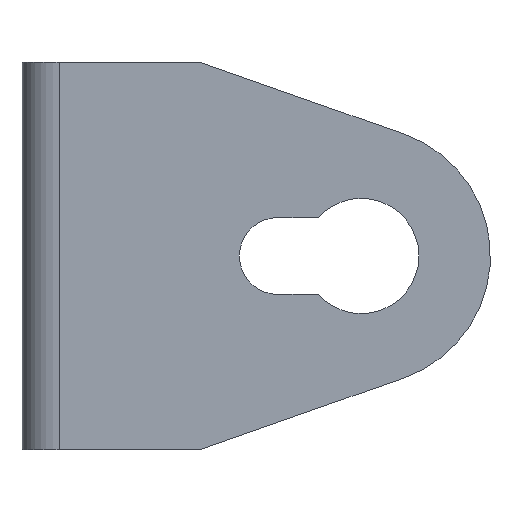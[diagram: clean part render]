
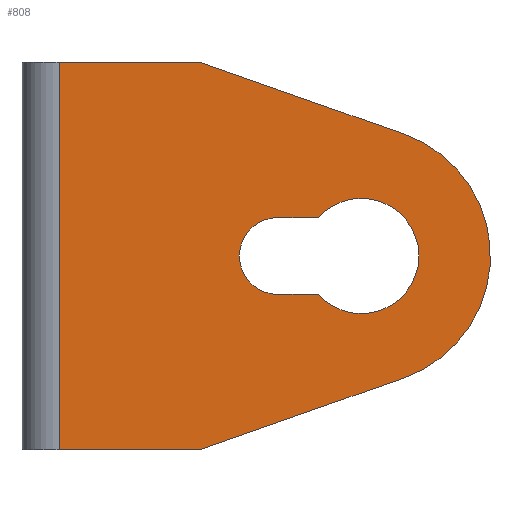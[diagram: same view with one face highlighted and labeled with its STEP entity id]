
A CAD part, front view. The second image highlights one B-rep face of the part: STEP entity #808.
In plain terms, the highlighted planar face has unit normal (0, -1, 0).
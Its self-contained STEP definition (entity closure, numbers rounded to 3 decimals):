
#1 = CARTESIAN_POINT ( 'NONE',  ( 21., 0., 12. ) ) ;
#2 = CARTESIAN_POINT ( 'NONE',  ( 15.84, 0., 12. ) ) ;
#11 = CARTESIAN_POINT ( 'NONE',  ( 18.339, 0., 14.38 ) ) ;
#37 = EDGE_CURVE ( 'NONE', #61, #710, #513, .T. ) ;
#38 = CARTESIAN_POINT ( 'NONE',  ( 0., 0., 24. ) ) ;
#40 = VECTOR ( 'NONE', #255, 1000. ) ;
#61 = VERTEX_POINT ( 'NONE', #256 ) ;
#65 = ORIENTED_EDGE ( 'NONE', *, *, #773, .F. ) ;
#85 = CARTESIAN_POINT ( 'NONE',  ( 21., 0., 12. ) ) ;
#98 = ORIENTED_EDGE ( 'NONE', *, *, #37, .F. ) ;
#107 = DIRECTION ( 'NONE',  ( 0., 0., 1. ) ) ;
#129 = CIRCLE ( 'NONE', #280, 3.57 ) ;
#134 = VERTEX_POINT ( 'NONE', #1045 ) ;
#136 = CARTESIAN_POINT ( 'NONE',  ( 8.727, 0., 24.8 ) ) ;
#152 = DIRECTION ( 'NONE',  ( 0., 0., 1. ) ) ;
#164 = AXIS2_PLACEMENT_3D ( 'NONE', #38, #215, #107 ) ;
#171 = DIRECTION ( 'NONE',  ( -1., 0., 0. ) ) ;
#197 = VERTEX_POINT ( 'NONE', #541 ) ;
#204 = VERTEX_POINT ( 'NONE', #631 ) ;
#205 = ORIENTED_EDGE ( 'NONE', *, *, #1131, .F. ) ;
#215 = DIRECTION ( 'NONE',  ( 0., 1., 0. ) ) ;
#231 = ORIENTED_EDGE ( 'NONE', *, *, #350, .F. ) ;
#255 = DIRECTION ( 'NONE',  ( 1., 0., 0. ) ) ;
#256 = CARTESIAN_POINT ( 'NONE',  ( 2.3, 0., 24. ) ) ;
#257 = ORIENTED_EDGE ( 'NONE', *, *, #547, .F. ) ;
#262 = DIRECTION ( 'NONE',  ( 0., -1., 0. ) ) ;
#267 = DIRECTION ( 'NONE',  ( 0., 0., -1. ) ) ;
#268 = DIRECTION ( 'NONE',  ( 0., 1., 0. ) ) ;
#274 = EDGE_CURVE ( 'NONE', #872, #204, #610, .T. ) ;
#280 = AXIS2_PLACEMENT_3D ( 'NONE', #498, #861, #152 ) ;
#317 = ORIENTED_EDGE ( 'NONE', *, *, #431, .T. ) ;
#322 = LINE ( 'NONE', #779, #827 ) ;
#325 = DIRECTION ( 'NONE',  ( 1., 0., 0. ) ) ;
#341 = LINE ( 'NONE', #403, #535 ) ;
#350 = EDGE_CURVE ( 'NONE', #134, #197, #814, .T. ) ;
#374 = VECTOR ( 'NONE', #782, 1000. ) ;
#380 = FACE_OUTER_BOUND ( 'NONE', #399, .T. ) ;
#394 = CARTESIAN_POINT ( 'NONE',  ( 15.84, 0., 14.38 ) ) ;
#399 = EDGE_LOOP ( 'NONE', ( #1137, #98, #317, #905, #257, #658 ) ) ;
#403 = CARTESIAN_POINT ( 'NONE',  ( 1.212, 0., -3.444 ) ) ;
#408 = VERTEX_POINT ( 'NONE', #717 ) ;
#431 = EDGE_CURVE ( 'NONE', #61, #532, #322, .T. ) ;
#438 = DIRECTION ( 'NONE',  ( 0., -1., 0. ) ) ;
#439 = CARTESIAN_POINT ( 'NONE',  ( 0., 0., 0. ) ) ;
#456 = VERTEX_POINT ( 'NONE', #1001 ) ;
#479 = VERTEX_POINT ( 'NONE', #11 ) ;
#480 = ORIENTED_EDGE ( 'NONE', *, *, #1120, .T. ) ;
#481 = LINE ( 'NONE', #136, #701 ) ;
#488 = VECTOR ( 'NONE', #325, 1000. ) ;
#495 = CIRCLE ( 'NONE', #1100, 3.57 ) ;
#498 = CARTESIAN_POINT ( 'NONE',  ( 21., 0., 12. ) ) ;
#506 = ORIENTED_EDGE ( 'NONE', *, *, #924, .F. ) ;
#513 = LINE ( 'NONE', #675, #488 ) ;
#532 = VERTEX_POINT ( 'NONE', #945 ) ;
#535 = VECTOR ( 'NONE', #932, 1000. ) ;
#541 = CARTESIAN_POINT ( 'NONE',  ( 21., 0., 8.43 ) ) ;
#547 = EDGE_CURVE ( 'NONE', #611, #456, #341, .T. ) ;
#589 = AXIS2_PLACEMENT_3D ( 'NONE', #621, #888, #707 ) ;
#610 = CIRCLE ( 'NONE', #700, 2.38 ) ;
#611 = VERTEX_POINT ( 'NONE', #1110 ) ;
#613 = CARTESIAN_POINT ( 'NONE',  ( 0., 0., 9.62 ) ) ;
#621 = CARTESIAN_POINT ( 'NONE',  ( 21., 0., 12. ) ) ;
#629 = EDGE_LOOP ( 'NONE', ( #1112, #65, #205, #506, #231, #480 ) ) ;
#630 = VERTEX_POINT ( 'NONE', #1026 ) ;
#631 = CARTESIAN_POINT ( 'NONE',  ( 15.84, 0., 9.62 ) ) ;
#658 = ORIENTED_EDGE ( 'NONE', *, *, #1136, .F. ) ;
#660 = PLANE ( 'NONE',  #164 ) ;
#669 = EDGE_CURVE ( 'NONE', #532, #456, #800, .T. ) ;
#675 = CARTESIAN_POINT ( 'NONE',  ( 0., 0., 24. ) ) ;
#700 = AXIS2_PLACEMENT_3D ( 'NONE', #2, #262, #969 ) ;
#701 = VECTOR ( 'NONE', #756, 1000. ) ;
#707 = DIRECTION ( 'NONE',  ( 0., 0., 1. ) ) ;
#710 = VERTEX_POINT ( 'NONE', #877 ) ;
#717 = CARTESIAN_POINT ( 'NONE',  ( 21., 0., 15.57 ) ) ;
#756 = DIRECTION ( 'NONE',  ( 0.943, 0., -0.332 ) ) ;
#773 = EDGE_CURVE ( 'NONE', #479, #872, #1073, .T. ) ;
#779 = CARTESIAN_POINT ( 'NONE',  ( 2.3, 0., 24. ) ) ;
#782 = DIRECTION ( 'NONE',  ( -1., 0., 0. ) ) ;
#800 = LINE ( 'NONE', #439, #40 ) ;
#804 = CARTESIAN_POINT ( 'NONE',  ( 0., 0., 14.38 ) ) ;
#808 = ADVANCED_FACE ( 'NONE', ( #1086, #380 ), #660, .F. ) ;
#814 = CIRCLE ( 'NONE', #589, 3.57 ) ;
#827 = VECTOR ( 'NONE', #267, 1000. ) ;
#861 = DIRECTION ( 'NONE',  ( 0., -1., 0. ) ) ;
#872 = VERTEX_POINT ( 'NONE', #394 ) ;
#877 = CARTESIAN_POINT ( 'NONE',  ( 11., 0., 24. ) ) ;
#886 = DIRECTION ( 'NONE',  ( 0., 0., 1. ) ) ;
#888 = DIRECTION ( 'NONE',  ( 0., -1., 0. ) ) ;
#905 = ORIENTED_EDGE ( 'NONE', *, *, #669, .T. ) ;
#914 = EDGE_CURVE ( 'NONE', #710, #630, #481, .T. ) ;
#924 = EDGE_CURVE ( 'NONE', #197, #408, #129, .T. ) ;
#932 = DIRECTION ( 'NONE',  ( -0.943, 0., -0.332 ) ) ;
#945 = CARTESIAN_POINT ( 'NONE',  ( 2.3, 0., 0. ) ) ;
#969 = DIRECTION ( 'NONE',  ( 0., 0., 1. ) ) ;
#986 = AXIS2_PLACEMENT_3D ( 'NONE', #1, #268, #886 ) ;
#1001 = CARTESIAN_POINT ( 'NONE',  ( 11., 0., 0. ) ) ;
#1006 = CIRCLE ( 'NONE', #986, 8. ) ;
#1008 = VECTOR ( 'NONE', #171, 1000. ) ;
#1026 = CARTESIAN_POINT ( 'NONE',  ( 23.656, 0., 19.546 ) ) ;
#1045 = CARTESIAN_POINT ( 'NONE',  ( 18.339, 0., 9.62 ) ) ;
#1068 = DIRECTION ( 'NONE',  ( 0., 0., 1. ) ) ;
#1073 = LINE ( 'NONE', #804, #374 ) ;
#1076 = LINE ( 'NONE', #613, #1008 ) ;
#1086 = FACE_BOUND ( 'NONE', #629, .T. ) ;
#1100 = AXIS2_PLACEMENT_3D ( 'NONE', #85, #438, #1068 ) ;
#1110 = CARTESIAN_POINT ( 'NONE',  ( 23.656, 0., 4.454 ) ) ;
#1112 = ORIENTED_EDGE ( 'NONE', *, *, #274, .F. ) ;
#1120 = EDGE_CURVE ( 'NONE', #134, #204, #1076, .T. ) ;
#1131 = EDGE_CURVE ( 'NONE', #408, #479, #495, .T. ) ;
#1136 = EDGE_CURVE ( 'NONE', #630, #611, #1006, .T. ) ;
#1137 = ORIENTED_EDGE ( 'NONE', *, *, #914, .F. ) ;
